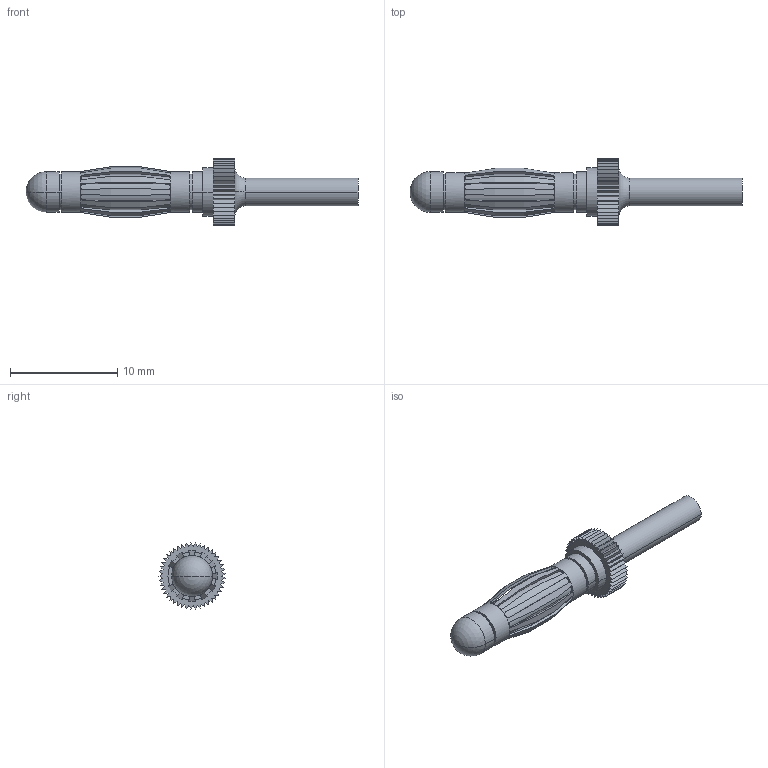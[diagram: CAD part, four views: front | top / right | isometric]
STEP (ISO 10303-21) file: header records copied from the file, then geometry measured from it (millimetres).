
FILE_DESCRIPTION((''),'2;1');
FILE_NAME('1296_FEDERKORBSTECKER_NG4_ASM','2018-01-25T',('stbe'),(''),'PRO/ENGINEER BY PARAMETRIC TECHNOLOGY CORPORATION, 2015110','PRO/ENGINEER BY PARAMETRIC TECHNOLOGY CORPORATION, 2015110','');
FILE_SCHEMA(('CONFIG_CONTROL_DESIGN'));
Length unit declared in the file: millimetre
Products named in the file (1): 1296_FEDERKORBSTECKER_NG4_ASM
Bounding box: 31 x 6.19 x 6.2 mm (x, y, z)
Surface area: 675.4 mm2 (no closed solid volume)
Topology: 0 solids, 2 shells, 241 faces, 660 edges, 404 vertices
Faces by surface type: plane 143, cylinder 62, bspline 26, cone 6, sphere 2, torus 2
Entity records: 10727 total; most frequent: CARTESIAN_POINT 3184, ORIENTED_EDGE 1312, DIRECTION 1062, EDGE_CURVE 656, VERTEX_POINT 404, VECTOR 386, LINE 386, AXIS2_PLACEMENT_3D 338
